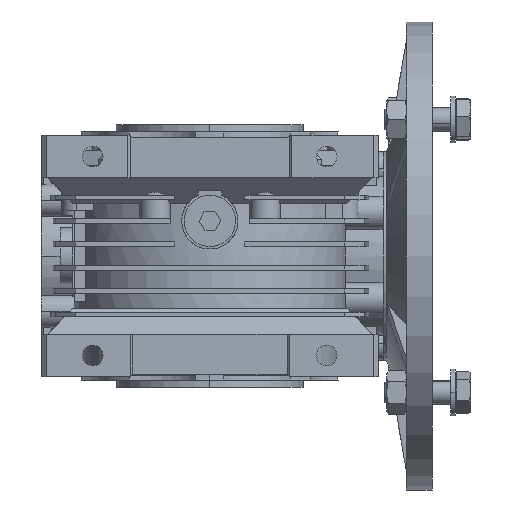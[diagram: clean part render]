
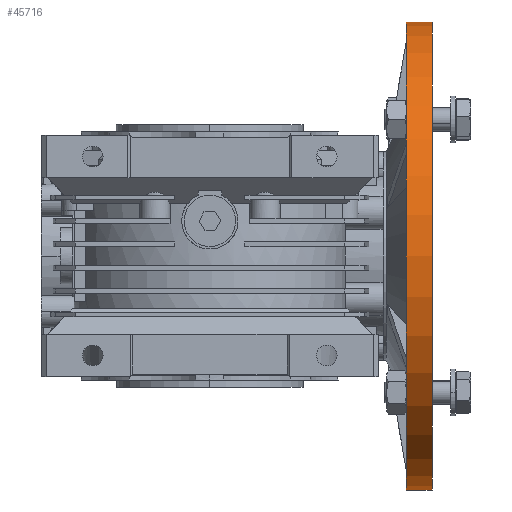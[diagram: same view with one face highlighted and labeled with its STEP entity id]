
A CAD part, front view. The second image highlights one B-rep face of the part: STEP entity #45716.
In plain terms, the highlighted cylindrical face has radius 100 mm (diameter 200 mm), a partial arc.
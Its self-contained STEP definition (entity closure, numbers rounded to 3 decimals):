
#956 = EDGE_CURVE ( 'NONE', #39302, #44257, #38453, .T. ) ;
#1905 = LINE ( 'NONE', #9197, #40517 ) ;
#2063 = CARTESIAN_POINT ( 'NONE',  ( 95., 63., 100. ) ) ;
#3407 = EDGE_CURVE ( 'NONE', #32765, #47669, #30061, .T. ) ;
#4178 = DIRECTION ( 'NONE',  ( -1., 0., 0. ) ) ;
#6766 = ORIENTED_EDGE ( 'NONE', *, *, #956, .T. ) ;
#9197 = CARTESIAN_POINT ( 'NONE',  ( 95., 63., 100. ) ) ;
#10298 = DIRECTION ( 'NONE',  ( -1., 0., 0. ) ) ;
#10515 = CARTESIAN_POINT ( 'NONE',  ( 95., 63., 0. ) ) ;
#10741 = DIRECTION ( 'NONE',  ( 0., 0., 1. ) ) ;
#11737 = DIRECTION ( 'NONE',  ( 0., 0., 1. ) ) ;
#14652 = LINE ( 'NONE', #47561, #14780 ) ;
#14780 = VECTOR ( 'NONE', #10298, 1000. ) ;
#24095 = DIRECTION ( 'NONE',  ( -1., 0., 0. ) ) ;
#24693 = AXIS2_PLACEMENT_3D ( 'NONE', #41216, #4178, #11737 ) ;
#24918 = FACE_OUTER_BOUND ( 'NONE', #46754, .T. ) ;
#27263 = CARTESIAN_POINT ( 'NONE',  ( 84., 63., 0. ) ) ;
#30061 = CIRCLE ( 'NONE', #24693, 100. ) ;
#30719 = EDGE_CURVE ( 'NONE', #47669, #39302, #1905, .T. ) ;
#31195 = DIRECTION ( 'NONE',  ( 1., 0., 0. ) ) ;
#32765 = VERTEX_POINT ( 'NONE', #34167 ) ;
#33193 = DIRECTION ( 'NONE',  ( -1., 0., 0. ) ) ;
#33202 = CARTESIAN_POINT ( 'NONE',  ( 84., 63., -100. ) ) ;
#34167 = CARTESIAN_POINT ( 'NONE',  ( 95., 63., -100. ) ) ;
#38453 = CIRCLE ( 'NONE', #40029, 100. ) ;
#38759 = ORIENTED_EDGE ( 'NONE', *, *, #3407, .T. ) ;
#39302 = VERTEX_POINT ( 'NONE', #47264 ) ;
#39768 = CYLINDRICAL_SURFACE ( 'NONE', #46424, 100. ) ;
#40029 = AXIS2_PLACEMENT_3D ( 'NONE', #27263, #31195, #45776 ) ;
#40517 = VECTOR ( 'NONE', #24095, 1000. ) ;
#40615 = EDGE_CURVE ( 'NONE', #32765, #44257, #14652, .T. ) ;
#41216 = CARTESIAN_POINT ( 'NONE',  ( 95., 63., 0. ) ) ;
#41470 = ORIENTED_EDGE ( 'NONE', *, *, #30719, .T. ) ;
#44257 = VERTEX_POINT ( 'NONE', #33202 ) ;
#45716 = ADVANCED_FACE ( 'NONE', ( #24918 ), #39768, .T. ) ;
#45776 = DIRECTION ( 'NONE',  ( 0., 0., 1. ) ) ;
#46233 = ORIENTED_EDGE ( 'NONE', *, *, #40615, .F. ) ;
#46424 = AXIS2_PLACEMENT_3D ( 'NONE', #10515, #33193, #10741 ) ;
#46754 = EDGE_LOOP ( 'NONE', ( #46233, #38759, #41470, #6766 ) ) ;
#47264 = CARTESIAN_POINT ( 'NONE',  ( 84., 63., 100. ) ) ;
#47561 = CARTESIAN_POINT ( 'NONE',  ( 95., 63., -100. ) ) ;
#47669 = VERTEX_POINT ( 'NONE', #2063 ) ;
